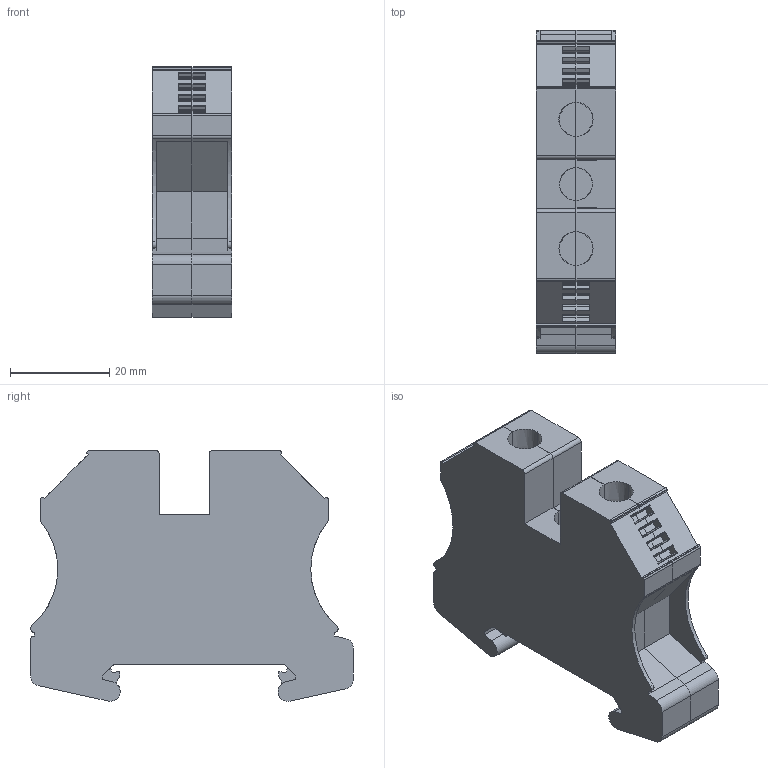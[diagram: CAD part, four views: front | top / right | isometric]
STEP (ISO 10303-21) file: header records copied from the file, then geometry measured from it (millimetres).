
FILE_DESCRIPTION(('CATIA V5 STEP Exchange','CAx-IF Rec.Pracs.--- Model Styling and Organization---1.4--- 2014-01-23'),'2;1');
FILE_NAME ('D1454826_4', '2023-07-18T05:54:12+00:00', ('none'), ('Weidmueller'), 'CATIA Version 5-6 Release 2016 SP3 HF44', 'CATIA V5 STEP AP214', 'none');
FILE_SCHEMA(('AUTOMOTIVE_DESIGN { 1 0 10303 214 1 1 1 1 }'));
Length unit declared in the file: millimetre
Products named in the file (1): 1717740000_WPE_35N
Bounding box: 16 x 65.06 x 50.5 mm (x, y, z)
Volume: 33841.2 mm3; surface area: 14675.4 mm2
Topology: 6 solids, 6 shells, 434 faces, 1266 edges, 844 vertices
Faces by surface type: plane 322, cylinder 96, extrusion 16
Entity records: 14129 total; most frequent: CARTESIAN_POINT 2788, ORIENTED_EDGE 2532, DIRECTION 1985, EDGE_CURVE 1266, VECTOR 1052, LINE 1036, VERTEX_POINT 844, AXIS2_PLACEMENT_3D 569
